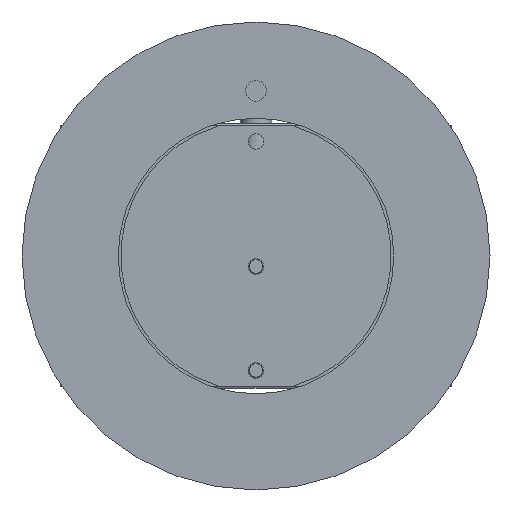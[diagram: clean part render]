
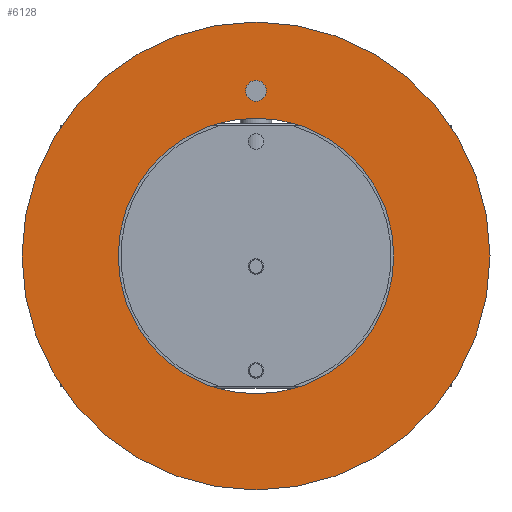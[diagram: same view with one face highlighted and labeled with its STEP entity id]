
A CAD part, front view. The second image highlights one B-rep face of the part: STEP entity #6128.
In plain terms, the highlighted planar face has unit normal (0, -1, 0).
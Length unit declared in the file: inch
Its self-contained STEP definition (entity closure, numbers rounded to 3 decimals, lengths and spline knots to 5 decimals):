
#600=FACE_BOUND('',#1467,.T.);
#601=FACE_BOUND('',#1468,.T.);
#696=PLANE('',#6747);
#1040=FACE_OUTER_BOUND('',#1466,.T.);
#1466=EDGE_LOOP('',(#5504));
#1467=EDGE_LOOP('',(#5505));
#1468=EDGE_LOOP('',(#5506));
#2438=CIRCLE('',#6748,1.7704);
#2439=CIRCLE('',#6749,1.04331);
#2440=CIRCLE('',#6750,0.07874);
#2986=VERTEX_POINT('',#22051);
#2987=VERTEX_POINT('',#22053);
#2988=VERTEX_POINT('',#22055);
#3833=EDGE_CURVE('',#2986,#2986,#2438,.T.);
#3834=EDGE_CURVE('',#2987,#2987,#2439,.T.);
#3835=EDGE_CURVE('',#2988,#2988,#2440,.T.);
#5504=ORIENTED_EDGE('',*,*,#3833,.F.);
#5505=ORIENTED_EDGE('',*,*,#3834,.T.);
#5506=ORIENTED_EDGE('',*,*,#3835,.F.);
#6128=ADVANCED_FACE('',(#1040,#600,#601),#696,.T.);
#6747=AXIS2_PLACEMENT_3D('',#22050,#8285,#8286);
#6748=AXIS2_PLACEMENT_3D('',#22052,#8287,#8288);
#6749=AXIS2_PLACEMENT_3D('',#22054,#8289,#8290);
#6750=AXIS2_PLACEMENT_3D('',#22056,#8291,#8292);
#8285=DIRECTION('center_axis',(0.,-1.,0.));
#8286=DIRECTION('ref_axis',(0.,0.,
-1.));
#8287=DIRECTION('center_axis',(0.,1.,0.));
#8288=DIRECTION('ref_axis',(1.,0.,0.));
#8289=DIRECTION('center_axis',(0.,1.,0.));
#8290=DIRECTION('ref_axis',(-1.,0.,0.));
#8291=DIRECTION('center_axis',(0.,-1.,0.));
#8292=DIRECTION('ref_axis',(1.,0.,0.));
#22050=CARTESIAN_POINT('Origin',(0.,-0.07874,
1.7704));
#22051=CARTESIAN_POINT('',(0.,-0.07874,-1.7704));
#22052=CARTESIAN_POINT('Origin',(0.,-0.07874,
0.));
#22053=CARTESIAN_POINT('',(1.04331,-0.07874,0.));
#22054=CARTESIAN_POINT('Origin',(0.,-0.07874,
0.));
#22055=CARTESIAN_POINT('',(-0.07874,-0.07874,1.25));
#22056=CARTESIAN_POINT('Origin',(0.,-0.07874,
1.25));
